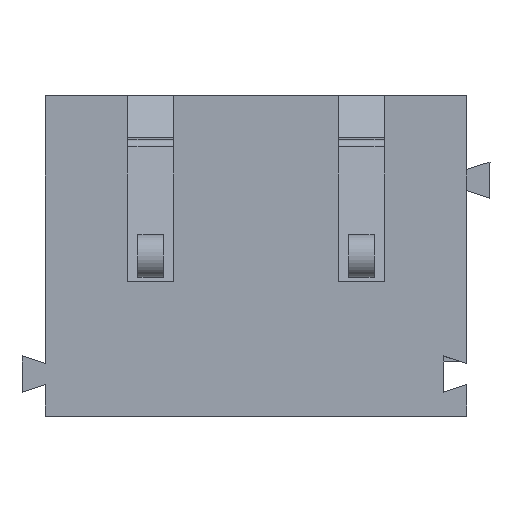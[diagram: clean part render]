
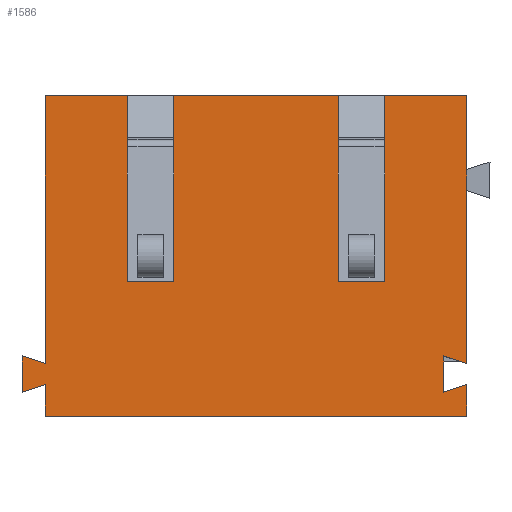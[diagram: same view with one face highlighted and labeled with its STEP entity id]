
A CAD part, front view. The second image highlights one B-rep face of the part: STEP entity #1586.
In plain terms, the highlighted planar face has unit normal (0, -1, 0).
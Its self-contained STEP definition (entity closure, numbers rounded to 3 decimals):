
#716=VERTEX_POINT('',#2020);
#786=EDGE_CURVE('',#1872,#872,#2096,.T.);
#794=EDGE_CURVE('',#1872,#716,#2105,.T.);
#810=EDGE_CURVE('',#1908,#1846,#2123,.T.);
#818=VERTEX_POINT('',#2132);
#872=VERTEX_POINT('',#2193);
#876=EDGE_CURVE('',#890,#872,#2197,.T.);
#890=VERTEX_POINT('',#2213);
#892=VERTEX_POINT('',#2215);
#896=VERTEX_POINT('',#2219);
#902=EDGE_CURVE('',#892,#1422,#2225,.T.);
#924=EDGE_CURVE('',#1532,#1060,#2249,.T.);
#1060=VERTEX_POINT('',#2403);
#1064=VERTEX_POINT('',#2407);
#1088=EDGE_CURVE('',#1060,#1616,#2433,.T.);
#1094=VERTEX_POINT('',#2441);
#1174=EDGE_CURVE('',#1514,#890,#2523,.T.);
#1198=EDGE_CURVE('',#1094,#1336,#2549,.T.);
#1230=VERTEX_POINT('',#2582);
#1260=EDGE_CURVE('',#1422,#1064,#2615,.T.);
#1336=VERTEX_POINT('',#2700);
#1394=EDGE_CURVE('',#1336,#892,#2768,.T.);
#1422=VERTEX_POINT('',#2797);
#1514=VERTEX_POINT('',#2899);
#1532=VERTEX_POINT('',#2917);
#1552=EDGE_CURVE('',#1230,#1892,#2940,.T.);
#1556=EDGE_CURVE('',#1622,#818,#2944,.T.);
#1586=ADVANCED_FACE('',(#2975),#2976,.T.);
#1616=VERTEX_POINT('',#3008);
#1622=VERTEX_POINT('',#3014);
#1626=EDGE_CURVE('',#1908,#1514,#3018,.T.);
#1652=EDGE_CURVE('',#1616,#1846,#3047,.T.);
#1732=EDGE_CURVE('',#896,#716,#3136,.T.);
#1790=EDGE_CURVE('',#1064,#1230,#3200,.T.);
#1816=EDGE_CURVE('',#1892,#1622,#3229,.T.);
#1844=EDGE_CURVE('',#1094,#896,#3260,.T.);
#1846=VERTEX_POINT('',#3262);
#1848=EDGE_CURVE('',#1532,#818,#3264,.T.);
#1872=VERTEX_POINT('',#3291);
#1892=VERTEX_POINT('',#3316);
#1908=VERTEX_POINT('',#3335);
#2020=CARTESIAN_POINT('',(-5.0,0.,1.25));
#2096=LINE('',#3582,#3583);
#2105=LINE('',#3595,#3596);
#2123=LINE('',#3620,#3621);
#2132=CARTESIAN_POINT('',(5.0,0.0,7.6));
#2193=CARTESIAN_POINT('',(-3.05,0.0,7.6));
#2197=LINE('',#3721,#3722);
#2213=CARTESIAN_POINT('',(-3.05,0.0,3.2));
#2215=CARTESIAN_POINT('',(-5.0,0.0,0.));
#2219=CARTESIAN_POINT('',(-5.55,0.,1.429));
#2225=LINE('',#3761,#3762);
#2249=LINE('',#3798,#3799);
#2403=CARTESIAN_POINT('',(3.05,0.0,3.2));
#2407=CARTESIAN_POINT('',(5.0,0.,0.75));
#2433=LINE('',#4060,#4061);
#2441=CARTESIAN_POINT('',(-5.55,0.,0.571));
#2523=LINE('',#4197,#4198);
#2549=LINE('',#4233,#4234);
#2582=CARTESIAN_POINT('',(4.45,0.,0.571));
#2615=LINE('',#4329,#4330);
#2700=CARTESIAN_POINT('',(-5.0,0.,0.75));
#2768=LINE('',#4523,#4524);
#2797=CARTESIAN_POINT('',(5.0,0.0,0.));
#2899=CARTESIAN_POINT('',(-1.95,0.0,3.2));
#2917=CARTESIAN_POINT('',(3.05,0.0,7.6));
#2940=LINE('',#4791,#4792);
#2944=LINE('',#4797,#4798);
#2975=FACE_OUTER_BOUND('',#4847,.T.);
#2976=PLANE('',#4848);
#3008=CARTESIAN_POINT('',(1.95,0.0,3.2));
#3014=CARTESIAN_POINT('',(5.0,0.,1.25));
#3018=LINE('',#4904,#4905);
#3047=LINE('',#4939,#4940);
#3136=LINE('',#5068,#5069);
#3200=LINE('',#5154,#5155);
#3229=LINE('',#5195,#5196);
#3260=LINE('',#5240,#5241);
#3262=CARTESIAN_POINT('',(1.95,0.0,7.6));
#3264=LINE('',#5246,#5247);
#3291=CARTESIAN_POINT('',(-5.0,0.0,7.6));
#3316=CARTESIAN_POINT('',(4.45,0.,1.429));
#3335=CARTESIAN_POINT('',(-1.95,0.0,7.6));
#3582=CARTESIAN_POINT('',(-5.0,0.0,7.6));
#3583=VECTOR('',#5523,1.0);
#3595=CARTESIAN_POINT('',(-5.0,0.0,7.6));
#3596=VECTOR('',#5533,1.0);
#3620=CARTESIAN_POINT('',(-5.0,0.0,7.6));
#3621=VECTOR('',#5549,1.0);
#3721=CARTESIAN_POINT('',(-3.05,0.0,4.1));
#3722=VECTOR('',#5638,1.0);
#3761=CARTESIAN_POINT('',(-5.0,0.0,0.));
#3762=VECTOR('',#5652,1.0);
#3798=CARTESIAN_POINT('',(3.05,0.0,4.1));
#3799=VECTOR('',#5677,1.0);
#4060=CARTESIAN_POINT('',(-1.25,0.0,3.2));
#4061=VECTOR('',#5896,1.0);
#4197=CARTESIAN_POINT('',(-3.75,0.0,3.2));
#4198=VECTOR('',#5960,1.0);
#4233=CARTESIAN_POINT('',(-5.55,0.,0.571));
#4234=VECTOR('',#5981,1.0);
#4329=CARTESIAN_POINT('',(5.0,0.0,7.6));
#4330=VECTOR('',#6045,1.0);
#4523=CARTESIAN_POINT('',(-5.0,0.0,7.6));
#4524=VECTOR('',#6226,1.0);
#4791=CARTESIAN_POINT('',(4.45,0.,0.714));
#4792=VECTOR('',#6386,1.0);
#4797=CARTESIAN_POINT('',(5.0,0.0,7.6));
#4798=VECTOR('',#6387,1.0);
#4847=EDGE_LOOP('',(#6411,#6412,#6413,#6414,#6415,#6416,#6417,#6418,#6419,#6420,#6421,#6422,#6423,#6424,#6425,#6426,#6427,#6428,#6429,#6430));
#4848=AXIS2_PLACEMENT_3D('',#6431,#6432,#6433);
#4904=CARTESIAN_POINT('',(-1.95,0.0,4.1));
#4905=VECTOR('',#6460,1.0);
#4939=CARTESIAN_POINT('',(1.95,0.0,4.1));
#4940=VECTOR('',#6487,1.0);
#5068=CARTESIAN_POINT('',(-5.55,0.,1.429));
#5069=VECTOR('',#6589,1.0);
#5154=CARTESIAN_POINT('',(0.092,0.,-0.845));
#5155=VECTOR('',#6675,1.0);
#5195=CARTESIAN_POINT('',(0.661,0.,2.66));
#5196=VECTOR('',#6710,1.0);
#5240=CARTESIAN_POINT('',(-5.55,0.,0.571));
#5241=VECTOR('',#6741,1.0);
#5246=CARTESIAN_POINT('',(-5.0,0.0,7.6));
#5247=VECTOR('',#6742,1.0);
#5523=DIRECTION('',(1.0,0.0,0.));
#5533=DIRECTION('',(0.,0.0,-1.0));
#5549=DIRECTION('',(1.0,0.0,0.));
#5638=DIRECTION('',(0.0,0.0,1.0));
#5652=DIRECTION('',(1.0,0.0,0.));
#5677=DIRECTION('',(0.0,0.0,-1.0));
#5896=DIRECTION('',(-1.0,0.0,0.0));
#5960=DIRECTION('',(-1.0,0.0,0.0));
#5981=DIRECTION('',(0.951,0.,0.309));
#6045=DIRECTION('',(0.,0.0,1.0));
#6226=DIRECTION('',(0.,0.0,-1.0));
#6386=DIRECTION('',(0.,0.0,1.));
#6387=DIRECTION('',(0.,0.0,1.0));
#6411=ORIENTED_EDGE('',*,*,#924,.T.);
#6412=ORIENTED_EDGE('',*,*,#1088,.T.);
#6413=ORIENTED_EDGE('',*,*,#1652,.T.);
#6414=ORIENTED_EDGE('',*,*,#810,.F.);
#6415=ORIENTED_EDGE('',*,*,#1626,.T.);
#6416=ORIENTED_EDGE('',*,*,#1174,.T.);
#6417=ORIENTED_EDGE('',*,*,#876,.T.);
#6418=ORIENTED_EDGE('',*,*,#786,.F.);
#6419=ORIENTED_EDGE('',*,*,#794,.T.);
#6420=ORIENTED_EDGE('',*,*,#1732,.F.);
#6421=ORIENTED_EDGE('',*,*,#1844,.F.);
#6422=ORIENTED_EDGE('',*,*,#1198,.T.);
#6423=ORIENTED_EDGE('',*,*,#1394,.T.);
#6424=ORIENTED_EDGE('',*,*,#902,.T.);
#6425=ORIENTED_EDGE('',*,*,#1260,.T.);
#6426=ORIENTED_EDGE('',*,*,#1790,.T.);
#6427=ORIENTED_EDGE('',*,*,#1552,.T.);
#6428=ORIENTED_EDGE('',*,*,#1816,.T.);
#6429=ORIENTED_EDGE('',*,*,#1556,.T.);
#6430=ORIENTED_EDGE('',*,*,#1848,.F.);
#6431=CARTESIAN_POINT('',(-5.0,0.0,0.));
#6432=DIRECTION('',(0.0,-1.0,0.0));
#6433=DIRECTION('',(0.,0.0,-1.0));
#6460=DIRECTION('',(0.0,0.0,-1.0));
#6487=DIRECTION('',(0.0,0.0,1.0));
#6589=DIRECTION('',(0.951,0.,-0.309));
#6675=DIRECTION('',(-0.951,0.0,-0.309));
#6710=DIRECTION('',(0.951,0.0,-0.309));
#6741=DIRECTION('',(0.,0.,1.));
#6742=DIRECTION('',(1.0,0.0,0.));
